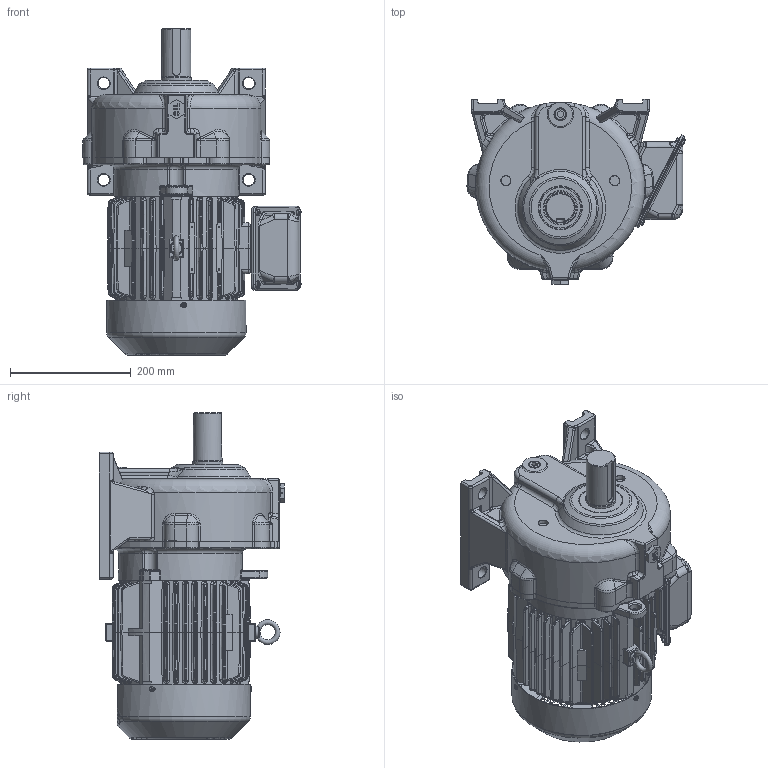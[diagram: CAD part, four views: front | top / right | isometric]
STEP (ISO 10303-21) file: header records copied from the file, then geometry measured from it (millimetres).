
FILE_DESCRIPTION(/* description */ ('Unknown'),/* implementation_level */ '2;1');
FILE_NAME(/* name */ 'EK2DO07147_FHB_3.7kW_R5_CUSTOMER',/* time_stamp */ '2019-06-24T10:39:38+09:00',/* author */ ('Unknown'),/* organization */ ('Unknown'),/* preprocessor_version */ 'ST-DEVELOPER v16.7',/* originating_system */ 'DEX',/* authorisation */ $);
FILE_SCHEMA (('AUTOMOTIVE_DESIGN {1 0 10303 214 3 1 1}'));
Products named in the file (22): EK2DO07147_FHB_3.7kW_R5_CUSTOMER; DKA0100057_DGKCS004_CASING_mbs_kmj_CUSTOMER; DKA0700403_DGKDS004; DKA0800193_DGKCS018_CUSTOMER; Oil Seal(50x72x12); Oil Seal(50x72x12)胶橇; Socket Plug Conical Hole Thread R 1-2 DIN 906(Screw Plug Conical Hole
 Thread R 1-2 DIN 906); 1in BSP Tank Plug_5530; 4-2 FR.112M_Round Frame_CUSTOMER; 1-2 Round Frame+嬴檜; FR.112M_ROUND_DMA0300847; M10_嬴檜; 2-1 �ݺ��� �����+��켓+후드+볼트; DSMW10385_饶3; M5x8_饶靛; 3-1 FR.100~132 繹っ 欽; DSMW10140_欽濠4; DSMW10141_ī1; 陛蝶鰍_; ~FR.132 炼赋杭飘柬姼_旎る矂
Assembly tree (26 placements, depth 4):
  EK2DO07147_FHB_3.7kW_R5_CUSTOMER
    DKA0100057_DGKCS004_CASING_mbs_kmj_CUSTOMER
    DKA0700403_DGKDS004
    DKA0800193_DGKCS018_CUSTOMER
    Oil Seal(50x72x12)
      Oil Seal(50x72x12)
      Oil Seal(50x72x12)胶橇
    Socket Plug Conical Hole Thread R 1-2 DIN 906(Screw Plug Conical Hole
 Thread R 1-2 DIN 906)
    1in BSP Tank Plug_5530
    4-2 FR.112M_Round Frame_CUSTOMER
      1-2 Round Frame+嬴檜
        FR.112M_ROUND_DMA0300847
        M10_嬴檜
      2-1 �ݺ��� �����+��켓+후드+볼트
        DSMW10385_饶3
        M5x8_饶靛  x3
      3-1 FR.100~132 繹っ 欽
        DSMW10140_欽濠4
        DSMW10141_ī1
        陛蝶鰍_
        ~FR.132 炼赋杭飘柬姼_旎る矂  x4
        陛蝶鰍_
Bounding box: 360.92 x 307.5 x 540 mm (x, y, z)
Volume: 18547881.4 mm3; surface area: 1255551.4 mm2
Topology: 21 solids, 22 shells, 3983 faces, 10494 edges, 6552 vertices
Faces by surface type: cylinder 1473, plane 1384, bspline 809, torus 188, cone 99, sphere 30
Full cylindrical faces by diameter (mm): 1.5 x1, 2.6 x4, 4.917 x8, 5 x7, 6 x4, 6.647 x12, 7 x12, 7.7 x1, 8 x8, 8.376 x14, 9 x4, 10 x3, 10.5 x4, 12 x6, 15.806 x2, 18 x2, 19 x4, 20 x1, 22 x1, 26 x1, 40 x1, 42 x1, 48 x1, 50 x2, 54.8 x1, 55 x1, 68 x1, 72 x2, 198 x2, 236 x1
Entity records: 131648 total; most frequent: CARTESIAN_POINT 39561, ORIENTED_EDGE 19660, DIRECTION 18202, EDGE_CURVE 9830, AXIS2_PLACEMENT_3D 6802, VERTEX_POINT 6266, LINE 4598, VECTOR 4598
